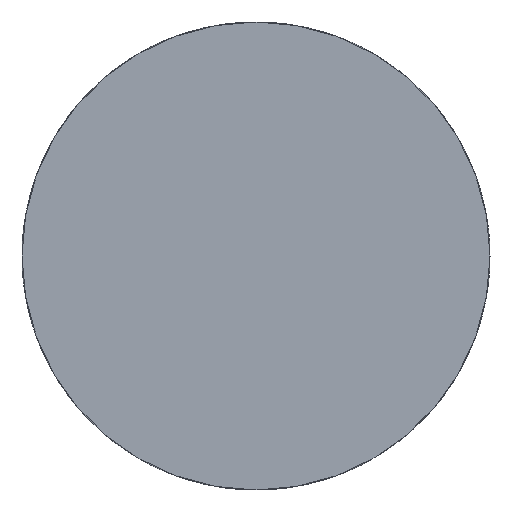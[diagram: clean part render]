
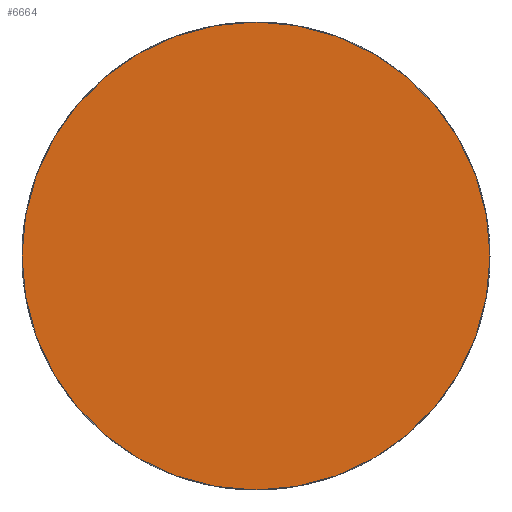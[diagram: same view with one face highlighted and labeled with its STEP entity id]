
A CAD part, front view. The second image highlights one B-rep face of the part: STEP entity #6664.
In plain terms, the highlighted planar face has unit normal (0, -1, 0).
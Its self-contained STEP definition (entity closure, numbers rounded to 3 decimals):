
#503=FACE_OUTER_BOUND('',#892,.T.);
#892=EDGE_LOOP('',(#5587));
#2278=CIRCLE('',#7021,45.);
#2788=VERTEX_POINT('',#10299);
#3526=EDGE_CURVE('',#2788,#2788,#2278,.T.);
#5587=ORIENTED_EDGE('',*,*,#3526,.T.);
#6373=PLANE('',#7336);
#6664=ADVANCED_FACE('',(#503),#6373,.T.);
#7021=AXIS2_PLACEMENT_3D('',#10301,#8204,#8205);
#7336=AXIS2_PLACEMENT_3D('',#11213,#9131,#9132);
#8204=DIRECTION('center_axis',(0.,-1.,0.));
#8205=DIRECTION('ref_axis',(1.,0.,0.));
#9131=DIRECTION('center_axis',(0.,-1.,0.));
#9132=DIRECTION('ref_axis',(1.,0.,0.));
#10299=CARTESIAN_POINT('',(-45.,-1.,0.));
#10301=CARTESIAN_POINT('Origin',(0.,-1.,0.));
#11213=CARTESIAN_POINT('Origin',(0.,-1.,0.));
